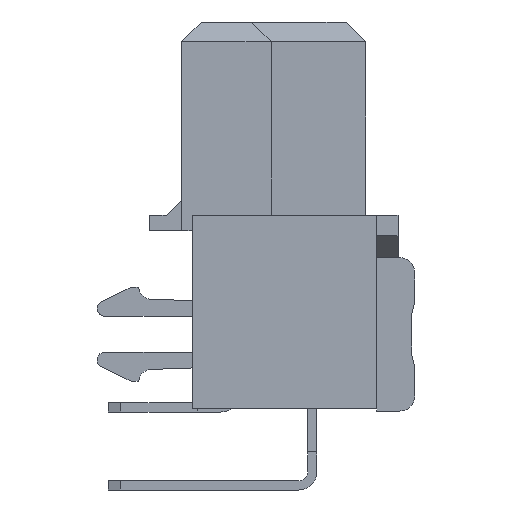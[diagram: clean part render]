
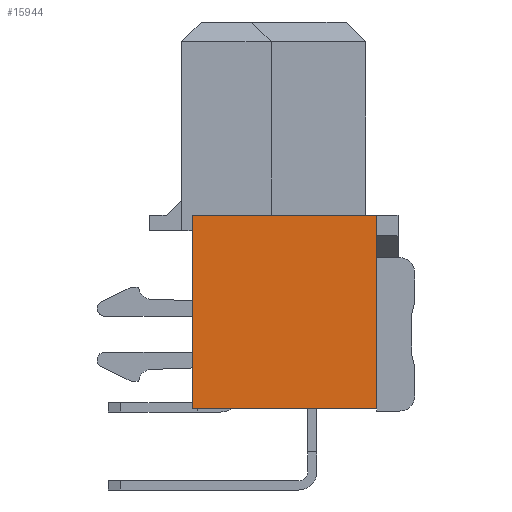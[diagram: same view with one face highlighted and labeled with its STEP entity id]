
A CAD part, left-side view. The second image highlights one B-rep face of the part: STEP entity #15944.
In plain terms, the highlighted planar face has unit normal (-1, 0, 0).
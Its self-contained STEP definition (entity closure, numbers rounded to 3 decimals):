
#9988=CARTESIAN_POINT('',(-26.95,-2.08,-1.7));
#9989=VERTEX_POINT('',#9988);
#9996=CARTESIAN_POINT('',(-26.95,3.92,-1.7));
#9997=VERTEX_POINT('',#9996);
#9998=CARTESIAN_POINT('',(-26.95,-2.08,-1.7));
#9999=DIRECTION('',(0.,1.,0.));
#10000=VECTOR('',#9999,6.);
#10001=LINE('',#9998,#10000);
#10002=EDGE_CURVE('',#9989,#9997,#10001,.T.);
#15039=CARTESIAN_POINT('',(-26.95,3.92,4.6));
#15040=VERTEX_POINT('',#15039);
#15047=CARTESIAN_POINT('',(-26.95,-2.08,4.6));
#15048=VERTEX_POINT('',#15047);
#15049=CARTESIAN_POINT('',(-26.95,3.92,4.6));
#15050=DIRECTION('',(0.,-1.,0.));
#15051=VECTOR('',#15050,6.);
#15052=LINE('',#15049,#15051);
#15053=EDGE_CURVE('',#15040,#15048,#15052,.T.);
#15923=CARTESIAN_POINT('',(-26.95,0.864,1.45));
#15924=DIRECTION('',(0.,1.,0.));
#15925=DIRECTION('',(-1.,0.,0.));
#15926=AXIS2_PLACEMENT_3D('',#15923,#15925,#15924);
#15927=PLANE('',#15926);
#15928=CARTESIAN_POINT('',(-26.95,3.92,4.6));
#15929=DIRECTION('',(0.,0.,-1.));
#15930=VECTOR('',#15929,6.3);
#15931=LINE('',#15928,#15930);
#15932=EDGE_CURVE('',#15040,#9997,#15931,.T.);
#15933=ORIENTED_EDGE('',*,*,#15932,.T.);
#15934=ORIENTED_EDGE('',*,*,#10002,.F.);
#15935=CARTESIAN_POINT('',(-26.95,-2.08,-1.7));
#15936=DIRECTION('',(0.,0.,1.));
#15937=VECTOR('',#15936,6.3);
#15938=LINE('',#15935,#15937);
#15939=EDGE_CURVE('',#9989,#15048,#15938,.T.);
#15940=ORIENTED_EDGE('',*,*,#15939,.T.);
#15941=ORIENTED_EDGE('',*,*,#15053,.F.);
#15942=EDGE_LOOP('',(#15933,#15934,#15940,#15941));
#15943=FACE_OUTER_BOUND('',#15942,.T.);
#15944=ADVANCED_FACE('',(#15943),#15927,.T.);
